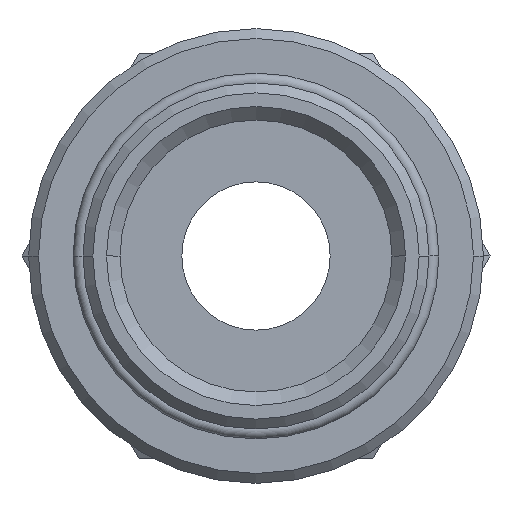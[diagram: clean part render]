
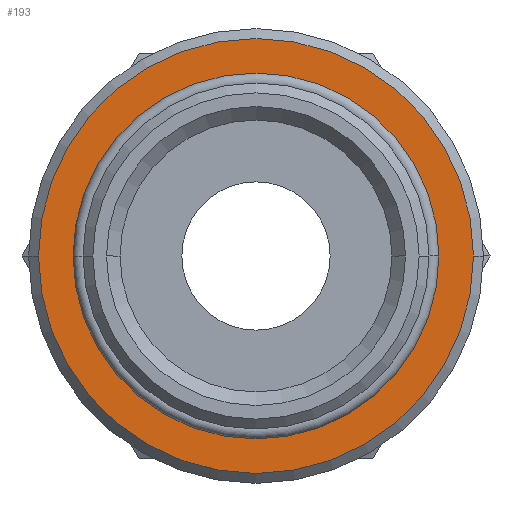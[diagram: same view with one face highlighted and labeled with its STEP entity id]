
A CAD part, front view. The second image highlights one B-rep face of the part: STEP entity #193.
In plain terms, the highlighted planar face has unit normal (0, -1, 0).
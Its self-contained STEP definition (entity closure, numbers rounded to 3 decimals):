
#193=ADVANCED_FACE('',(#401,#402),#403,.T.);
#401=FACE_OUTER_BOUND('',#620,.T.);
#402=FACE_BOUND('',#621,.T.);
#403=PLANE('',#622);
#620=EDGE_LOOP('',(#1091,#1092));
#621=EDGE_LOOP('',(#1093,#1094));
#622=AXIS2_PLACEMENT_3D('',#1095,#1096,#1097);
#1091=ORIENTED_EDGE('',*,*,#1398,.F.);
#1092=ORIENTED_EDGE('',*,*,#1396,.F.);
#1093=ORIENTED_EDGE('',*,*,#1253,.T.);
#1094=ORIENTED_EDGE('',*,*,#1399,.T.);
#1095=CARTESIAN_POINT('',(19.75,10.0,0.0));
#1096=DIRECTION('',(0.,-1.0,0.0));
#1097=DIRECTION('',(-1.0,0.,-0.0));
#1253=EDGE_CURVE('',#1481,#1485,#1487,.T.);
#1396=EDGE_CURVE('',#1681,#1679,#1683,.T.);
#1398=EDGE_CURVE('',#1679,#1681,#1685,.T.);
#1399=EDGE_CURVE('',#1485,#1481,#1686,.T.);
#1481=VERTEX_POINT('',#1877);
#1485=VERTEX_POINT('',#1882);
#1487=CIRCLE('',#1885,17.5);
#1679=VERTEX_POINT('',#2257);
#1681=VERTEX_POINT('',#2260);
#1683=CIRCLE('',#2263,22.0);
#1685=CIRCLE('',#2265,22.0);
#1686=CIRCLE('',#2266,17.5);
#1877=CARTESIAN_POINT('',(17.5,10.0,0.0));
#1882=CARTESIAN_POINT('',(-17.5,10.0,0.));
#1885=AXIS2_PLACEMENT_3D('',#2336,#2337,#2338);
#2257=CARTESIAN_POINT('',(22.0,10.0,0.0));
#2260=CARTESIAN_POINT('',(-22.0,10.0,0.));
#2263=AXIS2_PLACEMENT_3D('',#2535,#2536,#2537);
#2265=AXIS2_PLACEMENT_3D('',#2538,#2539,#2540);
#2266=AXIS2_PLACEMENT_3D('',#2541,#2542,#2543);
#2336=CARTESIAN_POINT('',(0.0,10.0,0.0));
#2337=DIRECTION('',(-0.0,1.0,0.0));
#2338=DIRECTION('',(1.0,0.0,0.0));
#2535=CARTESIAN_POINT('',(0.0,10.0,0.0));
#2536=DIRECTION('',(-0.0,1.0,0.0));
#2537=DIRECTION('',(1.0,0.0,0.0));
#2538=CARTESIAN_POINT('',(0.0,10.0,0.0));
#2539=DIRECTION('',(-0.0,1.0,0.0));
#2540=DIRECTION('',(1.0,0.0,0.0));
#2541=CARTESIAN_POINT('',(0.0,10.0,0.0));
#2542=DIRECTION('',(-0.0,1.0,0.0));
#2543=DIRECTION('',(1.0,0.0,0.0));
